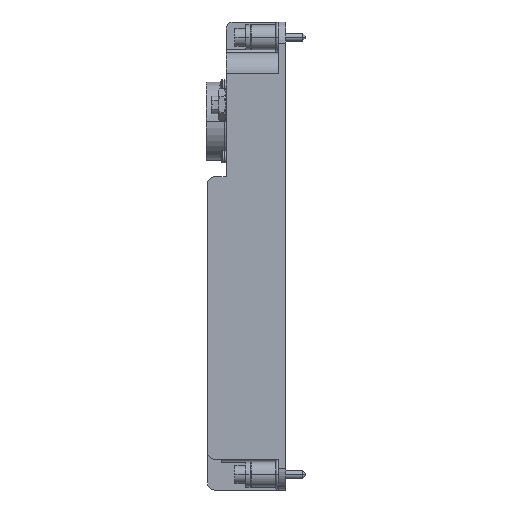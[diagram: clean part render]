
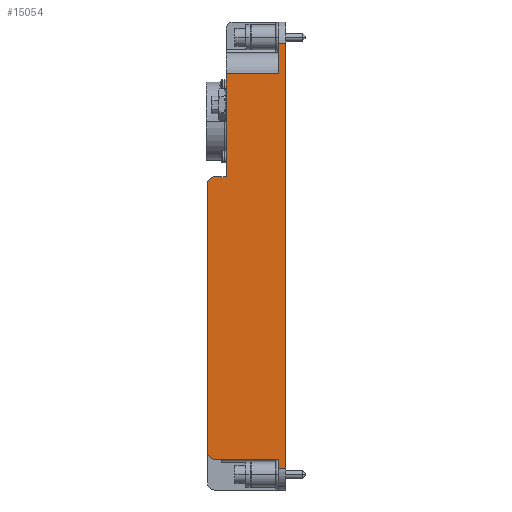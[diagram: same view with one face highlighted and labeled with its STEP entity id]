
A CAD part, left-side view. The second image highlights one B-rep face of the part: STEP entity #15054.
In plain terms, the highlighted planar face has unit normal (-1, 0, 0).
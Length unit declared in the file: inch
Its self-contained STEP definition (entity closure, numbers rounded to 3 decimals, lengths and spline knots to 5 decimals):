
#1018=DIRECTION('',(0.,1.,0.));
#1019=VECTOR('',#1018,0.203);
#1020=CARTESIAN_POINT('',(0.,1.052,-2.7305));
#1021=LINE('',#1020,#1019);
#1257=DIRECTION('',(0.,0.,-1.));
#1258=VECTOR('',#1257,0.165);
#1259=CARTESIAN_POINT('',(0.,0.125,-7.7105));
#1260=LINE('',#1259,#1258);
#1280=CARTESIAN_POINT('',(0.,1.255,-7.5855));
#1281=DIRECTION('',(1.,0.,0.));
#1282=DIRECTION('',(0.,0.,-1.));
#1283=AXIS2_PLACEMENT_3D('',#1280,#1281,#1282);
#1285=CARTESIAN_POINT('',(0.,1.255,-2.8555));
#1286=DIRECTION('',(1.,0.,0.));
#1287=DIRECTION('',(0.,1.,0.));
#1288=AXIS2_PLACEMENT_3D('',#1285,#1286,#1287);
#1290=DIRECTION('',(0.,0.,1.));
#1291=VECTOR('',#1290,1.815);
#1292=CARTESIAN_POINT('',(0.,1.052,-2.7305));
#1293=LINE('',#1292,#1291);
#1294=DIRECTION('',(0.,0.,1.));
#1295=VECTOR('',#1294,0.54);
#1296=CARTESIAN_POINT('',(0.,0.125,-0.9155));
#1297=LINE('',#1296,#1295);
#1298=DIRECTION('',(0.,0.,-1.));
#1299=VECTOR('',#1298,7.5);
#1300=CARTESIAN_POINT('',(0.,0.,-0.3755));
#1301=LINE('',#1300,#1299);
#1302=DIRECTION('',(0.,1.,0.));
#1303=VECTOR('',#1302,1.13);
#1304=CARTESIAN_POINT('',(0.,0.125,-7.7105));
#1305=LINE('',#1304,#1303);
#1348=DIRECTION('',(0.,0.,-1.));
#1349=VECTOR('',#1348,4.73);
#1350=CARTESIAN_POINT('',(0.,1.38,-2.8555));
#1351=LINE('',#1350,#1349);
#2804=DIRECTION('',(0.,1.,0.));
#2805=VECTOR('',#2804,0.125);
#2806=CARTESIAN_POINT('',(0.,0.,-0.3755));
#2807=LINE('',#2806,#2805);
#2861=DIRECTION('',(0.,1.,0.));
#2862=VECTOR('',#2861,0.927);
#2863=CARTESIAN_POINT('',(0.,0.125,-0.9155));
#2864=LINE('',#2863,#2862);
#6629=DIRECTION('',(0.,-1.,0.));
#6630=VECTOR('',#6629,0.125);
#6631=CARTESIAN_POINT('',(0.,0.125,-7.8755));
#6632=LINE('',#6631,#6630);
#10485=CARTESIAN_POINT('',(0.,0.,-7.8755));
#10486=VERTEX_POINT('',#10485);
#10487=CARTESIAN_POINT('',(0.,0.,-0.3755));
#10488=VERTEX_POINT('',#10487);
#10661=CARTESIAN_POINT('',(0.,1.052,-0.9155));
#10662=VERTEX_POINT('',#10661);
#10663=CARTESIAN_POINT('',(0.,1.052,-2.7305));
#10664=VERTEX_POINT('',#10663);
#11099=CARTESIAN_POINT('',(0.,0.125,-0.3755));
#11100=VERTEX_POINT('',#11099);
#11101=CARTESIAN_POINT('',(0.,0.125,-0.9155));
#11102=VERTEX_POINT('',#11101);
#11296=CARTESIAN_POINT('',(0.,1.38,-7.5855));
#11298=VERTEX_POINT('',#11296);
#11301=CARTESIAN_POINT('',(0.,1.38,-2.8555));
#11302=VERTEX_POINT('',#11301);
#11537=CARTESIAN_POINT('',(0.,1.255,-7.7105));
#11538=VERTEX_POINT('',#11537);
#11539=CARTESIAN_POINT('',(0.,0.125,-7.7105));
#11540=VERTEX_POINT('',#11539);
#11643=CARTESIAN_POINT('',(0.,0.125,-7.8755));
#11644=VERTEX_POINT('',#11643);
#11865=CARTESIAN_POINT('',(0.,1.255,-2.7305));
#11866=VERTEX_POINT('',#11865);
#15027=CARTESIAN_POINT('',(0.,0.,-8.2505));
#15028=DIRECTION('',(-1.,0.,0.));
#15029=DIRECTION('',(0.,0.,1.));
#15030=AXIS2_PLACEMENT_3D('',#15027,#15028,#15029);
#15031=PLANE('',#15030);
#15033=ORIENTED_EDGE('',*,*,#15032,.T.);
#15035=ORIENTED_EDGE('',*,*,#15034,.F.);
#15037=ORIENTED_EDGE('',*,*,#15036,.T.);
#15038=ORIENTED_EDGE('',*,*,#14690,.F.);
#15040=ORIENTED_EDGE('',*,*,#15039,.T.);
#15042=ORIENTED_EDGE('',*,*,#15041,.F.);
#15044=ORIENTED_EDGE('',*,*,#15043,.T.);
#15046=ORIENTED_EDGE('',*,*,#15045,.F.);
#15047=ORIENTED_EDGE('',*,*,#13432,.T.);
#15049=ORIENTED_EDGE('',*,*,#15048,.F.);
#15050=ORIENTED_EDGE('',*,*,#15011,.F.);
#15051=ORIENTED_EDGE('',*,*,#14982,.T.);
#15052=EDGE_LOOP('',(#15033,#15035,#15037,#15038,#15040,#15042,#15044,#15046,
#15047,#15049,#15050,#15051));
#15053=FACE_OUTER_BOUND('',#15052,.F.);
#15054=ADVANCED_FACE('',(#15053),#15031,.T.);
#1284=CIRCLE('',#1283,0.125);
#1289=CIRCLE('',#1288,0.125);
#13432=EDGE_CURVE('',#10488,#10486,#1301,.T.);
#14690=EDGE_CURVE('',#10664,#11866,#1021,.T.);
#14982=EDGE_CURVE('',#11540,#11538,#1305,.T.);
#15011=EDGE_CURVE('',#11540,#11644,#1260,.T.);
#15032=EDGE_CURVE('',#11538,#11298,#1284,.T.);
#15034=EDGE_CURVE('',#11302,#11298,#1351,.T.);
#15036=EDGE_CURVE('',#11302,#11866,#1289,.T.);
#15039=EDGE_CURVE('',#10664,#10662,#1293,.T.);
#15041=EDGE_CURVE('',#11102,#10662,#2864,.T.);
#15043=EDGE_CURVE('',#11102,#11100,#1297,.T.);
#15045=EDGE_CURVE('',#10488,#11100,#2807,.T.);
#15048=EDGE_CURVE('',#11644,#10486,#6632,.T.);
